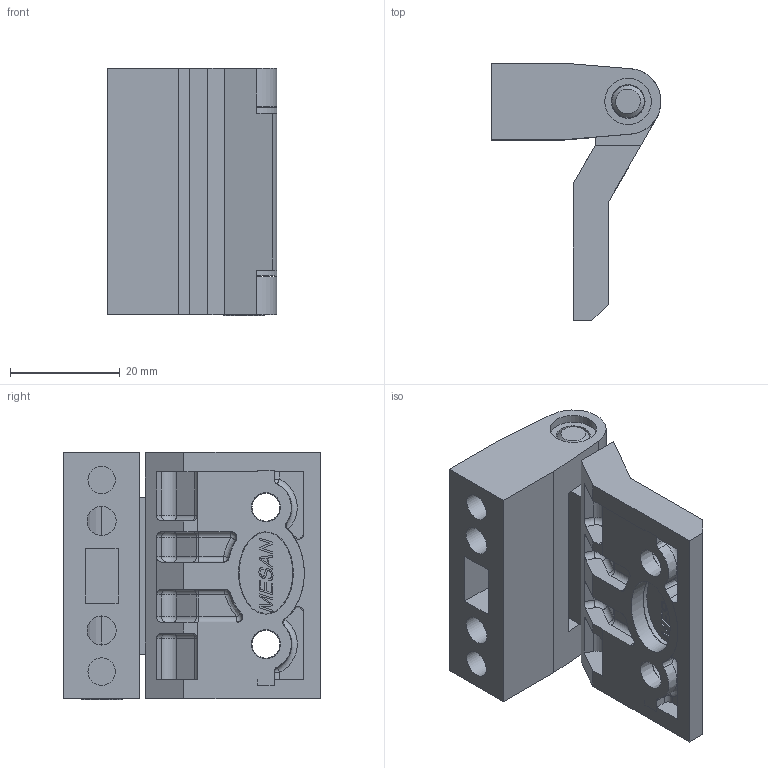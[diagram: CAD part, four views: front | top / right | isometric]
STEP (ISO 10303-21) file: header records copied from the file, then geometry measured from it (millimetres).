
FILE_DESCRIPTION(('STEP AP203'),'1');
FILE_NAME('100.1.2.15.step','2016-10-18T11:03:09',(' '),(' '),'Spatial InterOp 3D',' ',' ');
FILE_SCHEMA(('CONFIG_CONTROL_DESIGN'));
Length unit declared in the file: millimetre
Products named in the file (5): 1; 2; 3; 4; 5
Bounding box: 31 x 47 x 45.1 mm (x, y, z)
Volume: 22399.7 mm3; surface area: 13921.2 mm2
Topology: 5 solids, 5 shells, 346 faces, 852 edges, 530 vertices
Faces by surface type: plane 224, cylinder 68, bspline 16, torus 14, cone 9, sphere 8, extrusion 7
Full cylindrical faces by diameter (mm): 5 x2, 5.3 x4, 5.9 x2, 6 x2, 6.2 x3, 8 x3, 8.1 x2, 8.5 x2, 12 x2
Entity records: 10908 total; most frequent: CARTESIAN_POINT 2912, ORIENTED_EDGE 1600, DIRECTION 1549, EDGE_CURVE 800, AXIS2_PLACEMENT_3D 563, VERTEX_POINT 517, VECTOR 423, EDGE_LOOP 417
